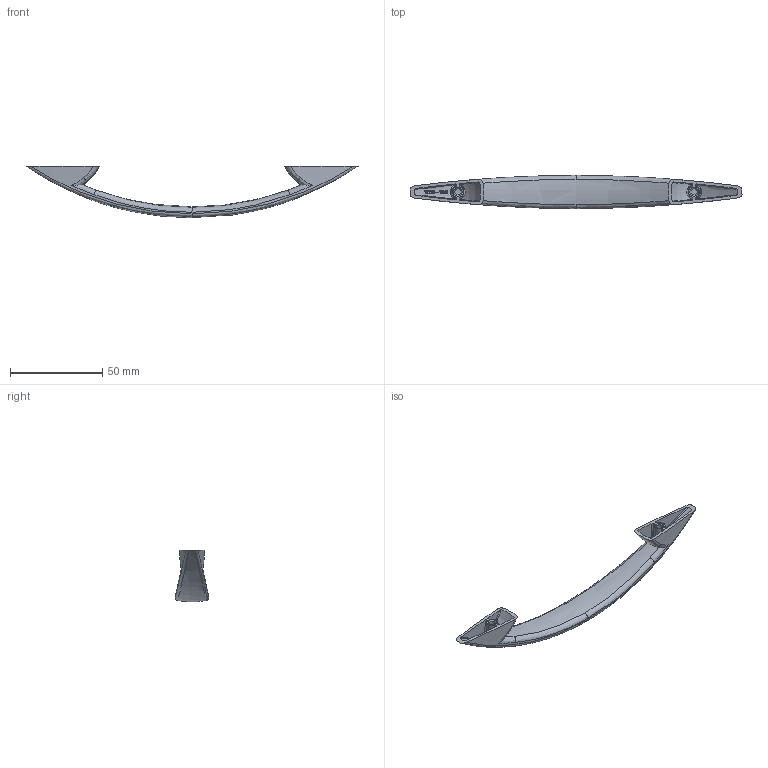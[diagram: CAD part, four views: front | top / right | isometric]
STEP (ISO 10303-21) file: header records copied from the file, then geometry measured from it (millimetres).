
FILE_DESCRIPTION(('Creo Elements/Direct Modeling STEP Export'),'2;1');
FILE_NAME('1253-180.stp','2024-04-15T14:30:38',(''),(''),'Creo Elements/Direct Modeling STEP processor for AP214 (Solid Model)','Creo Elements/Direct Modeling 20.0 12-Nov-2016 (C) Parametric Technology GmbH','');
FILE_SCHEMA(('AUTOMOTIVE_DESIGN { 1 0 10303 214 1 1 1 1 }'));
Length unit declared in the file: millimetre
Products named in the file (1): 1253-180
Bounding box: 179.88 x 17.99 x 27.97 mm (x, y, z)
Volume: 14345.2 mm3; surface area: 9374.4 mm2
Topology: 1 solids, 1 shells, 445 faces, 1229 edges, 803 vertices
Faces by surface type: plane 292, bspline 92, cylinder 34, torus 19, cone 8
Entity records: 26474 total; most frequent: CARTESIAN_POINT 12414, ORIENTED_EDGE 2458, DIRECTION 1659, EDGE_CURVE 1229, VERTEX_POINT 803, VECTOR 565, LINE 565, AXIS2_PLACEMENT_3D 547
